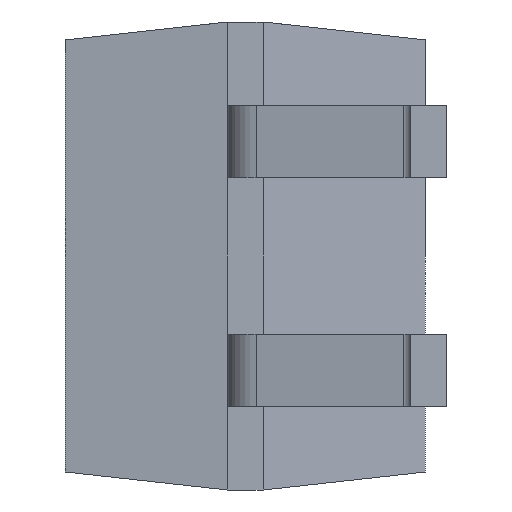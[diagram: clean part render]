
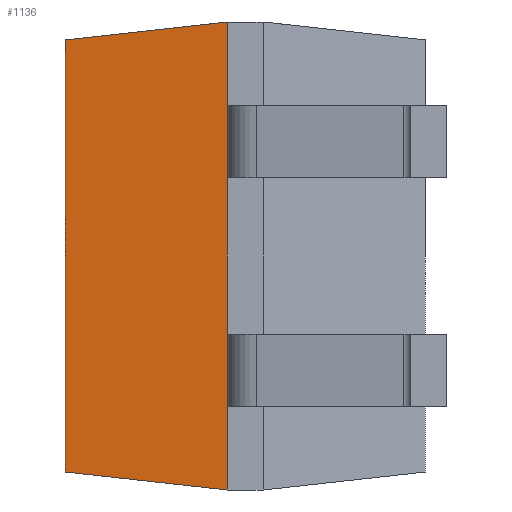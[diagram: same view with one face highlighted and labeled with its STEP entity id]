
A CAD part, left-side view. The second image highlights one B-rep face of the part: STEP entity #1136.
In plain terms, the highlighted planar face has unit normal (-0.994, 0.11, 0).
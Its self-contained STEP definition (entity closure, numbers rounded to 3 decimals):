
#12 = EDGE_CURVE ( 'NONE', #2541, #827, #2838, .T. ) ;
#53 = LINE ( 'NONE', #2487, #2042 ) ;
#90 = FACE_OUTER_BOUND ( 'NONE', #460, .T. ) ;
#100 = LINE ( 'NONE', #258, #881 ) ;
#115 = CARTESIAN_POINT ( 'NONE',  ( -2.2, 0.1, -1.3 ) ) ;
#130 = AXIS2_PLACEMENT_3D ( 'NONE', #1573, #1823, #573 ) ;
#246 = VERTEX_POINT ( 'NONE', #1473 ) ;
#258 = CARTESIAN_POINT ( 'NONE',  ( -2.2, 0.1, 0.435 ) ) ;
#344 = ORIENTED_EDGE ( 'NONE', *, *, #3093, .F. ) ;
#349 = ORIENTED_EDGE ( 'NONE', *, *, #1017, .F. ) ;
#375 = VERTEX_POINT ( 'NONE', #1267 ) ;
#389 = EDGE_CURVE ( 'NONE', #2421, #246, #2751, .T. ) ;
#442 = EDGE_CURVE ( 'NONE', #2990, #827, #509, .T. ) ;
#460 = EDGE_LOOP ( 'NONE', ( #2385, #2501, #565, #349, #672, #930, #344, #2968 ) ) ;
#509 = LINE ( 'NONE', #1072, #3051 ) ;
#565 = ORIENTED_EDGE ( 'NONE', *, *, #2980, .F. ) ;
#573 = DIRECTION ( 'NONE',  ( 0.11, 0.994, 0. ) ) ;
#596 = DIRECTION ( 'NONE',  ( 0., 0., 1. ) ) ;
#600 = DIRECTION ( 'NONE',  ( 0., 0., -1. ) ) ;
#651 = CARTESIAN_POINT ( 'NONE',  ( -2.2, 0.1, 1.3 ) ) ;
#672 = ORIENTED_EDGE ( 'NONE', *, *, #389, .F. ) ;
#683 = DIRECTION ( 'NONE',  ( 0.11, 0.988, 0.11 ) ) ;
#693 = CARTESIAN_POINT ( 'NONE',  ( -2.2, 0.1, -0.435 ) ) ;
#823 = DIRECTION ( 'NONE',  ( 0.11, 0.988, -0.11 ) ) ;
#827 = VERTEX_POINT ( 'NONE', #1664 ) ;
#881 = VECTOR ( 'NONE', #1954, 1000. ) ;
#930 = ORIENTED_EDGE ( 'NONE', *, *, #1915, .F. ) ;
#940 = VERTEX_POINT ( 'NONE', #2230 ) ;
#958 = EDGE_CURVE ( 'NONE', #2990, #1286, #53, .T. ) ;
#1017 = EDGE_CURVE ( 'NONE', #246, #375, #3157, .T. ) ;
#1072 = CARTESIAN_POINT ( 'NONE',  ( -2.101, 0.989, 1.201 ) ) ;
#1102 = PLANE ( 'NONE',  #130 ) ;
#1136 = ADVANCED_FACE ( 'NONE', ( #90 ), #1102, .F. ) ;
#1264 = VECTOR ( 'NONE', #2252, 1000. ) ;
#1267 = CARTESIAN_POINT ( 'NONE',  ( -2.2, 0.1, -1.3 ) ) ;
#1286 = VERTEX_POINT ( 'NONE', #2147 ) ;
#1427 = VECTOR ( 'NONE', #683, 1000. ) ;
#1473 = CARTESIAN_POINT ( 'NONE',  ( -2.2, 0.1, -0.835 ) ) ;
#1509 = VECTOR ( 'NONE', #596, 1000. ) ;
#1573 = CARTESIAN_POINT ( 'NONE',  ( -2.1, 1., 1.3 ) ) ;
#1600 = CARTESIAN_POINT ( 'NONE',  ( -2.1, 1., 1.3 ) ) ;
#1664 = CARTESIAN_POINT ( 'NONE',  ( -2.1, 1., 1.2 ) ) ;
#1718 = LINE ( 'NONE', #115, #2994 ) ;
#1823 = DIRECTION ( 'NONE',  ( 0.994, -0.11, 0. ) ) ;
#1890 = CARTESIAN_POINT ( 'NONE',  ( -2.07, 1.271, -1.17 ) ) ;
#1915 = EDGE_CURVE ( 'NONE', #940, #2421, #1718, .T. ) ;
#1954 = DIRECTION ( 'NONE',  ( 0., 0., -1. ) ) ;
#2042 = VECTOR ( 'NONE', #3167, 1000. ) ;
#2090 = LINE ( 'NONE', #1890, #1427 ) ;
#2091 = VECTOR ( 'NONE', #3002, 1000. ) ;
#2147 = CARTESIAN_POINT ( 'NONE',  ( -2.2, 0.1, 0.835 ) ) ;
#2230 = CARTESIAN_POINT ( 'NONE',  ( -2.2, 0.1, 0.435 ) ) ;
#2242 = CARTESIAN_POINT ( 'NONE',  ( -2.2, 0.1, -1.3 ) ) ;
#2252 = DIRECTION ( 'NONE',  ( 0., 0., -1. ) ) ;
#2385 = ORIENTED_EDGE ( 'NONE', *, *, #442, .T. ) ;
#2421 = VERTEX_POINT ( 'NONE', #693 ) ;
#2487 = CARTESIAN_POINT ( 'NONE',  ( -2.2, 0.1, -1.3 ) ) ;
#2501 = ORIENTED_EDGE ( 'NONE', *, *, #12, .F. ) ;
#2541 = VERTEX_POINT ( 'NONE', #2742 ) ;
#2742 = CARTESIAN_POINT ( 'NONE',  ( -2.1, 1., -1.2 ) ) ;
#2751 = LINE ( 'NONE', #2973, #2091 ) ;
#2838 = LINE ( 'NONE', #1600, #1509 ) ;
#2968 = ORIENTED_EDGE ( 'NONE', *, *, #958, .F. ) ;
#2973 = CARTESIAN_POINT ( 'NONE',  ( -2.2, 0.1, -0.835 ) ) ;
#2980 = EDGE_CURVE ( 'NONE', #375, #2541, #2090, .T. ) ;
#2990 = VERTEX_POINT ( 'NONE', #651 ) ;
#2994 = VECTOR ( 'NONE', #600, 1000. ) ;
#3002 = DIRECTION ( 'NONE',  ( 0., 0., -1. ) ) ;
#3051 = VECTOR ( 'NONE', #823, 1000. ) ;
#3093 = EDGE_CURVE ( 'NONE', #1286, #940, #100, .T. ) ;
#3157 = LINE ( 'NONE', #2242, #1264 ) ;
#3167 = DIRECTION ( 'NONE',  ( 0., 0., -1. ) ) ;
